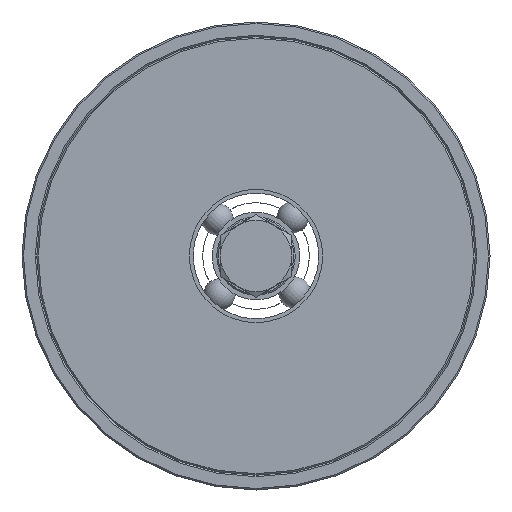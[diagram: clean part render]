
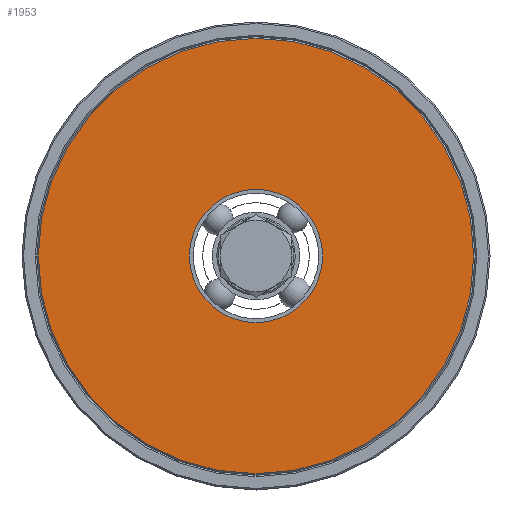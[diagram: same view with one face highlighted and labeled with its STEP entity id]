
A CAD part, left-side view. The second image highlights one B-rep face of the part: STEP entity #1953.
In plain terms, the highlighted planar face has unit normal (-1, 0, 0).
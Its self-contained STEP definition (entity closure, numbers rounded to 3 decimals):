
#101=FACE_BOUND('',#301,.T.);
#137=PLANE('',#2101);
#185=FACE_OUTER_BOUND('',#300,.T.);
#300=EDGE_LOOP('',(#1281,#1282));
#301=EDGE_LOOP('',(#1283,#1284));
#617=CIRCLE('',#2099,73.5);
#618=CIRCLE('',#2100,73.5);
#619=CIRCLE('',#2102,22.5);
#620=CIRCLE('',#2103,22.5);
#784=VERTEX_POINT('',#3059);
#785=VERTEX_POINT('',#3061);
#786=VERTEX_POINT('',#3065);
#787=VERTEX_POINT('',#3066);
#992=EDGE_CURVE('',#785,#784,#617,.T.);
#993=EDGE_CURVE('',#784,#785,#618,.T.);
#994=EDGE_CURVE('',#786,#787,#619,.T.);
#995=EDGE_CURVE('',#787,#786,#620,.T.);
#1281=ORIENTED_EDGE('',*,*,#992,.T.);
#1282=ORIENTED_EDGE('',*,*,#993,.T.);
#1283=ORIENTED_EDGE('',*,*,#994,.T.);
#1284=ORIENTED_EDGE('',*,*,#995,.T.);
#1953=ADVANCED_FACE('',(#185,#101),#137,.T.);
#2099=AXIS2_PLACEMENT_3D('',#3062,#2399,#2400);
#2100=AXIS2_PLACEMENT_3D('',#3063,#2401,#2402);
#2101=AXIS2_PLACEMENT_3D('',#3064,#2403,#2404);
#2102=AXIS2_PLACEMENT_3D('',#3067,#2405,#2406);
#2103=AXIS2_PLACEMENT_3D('',#3068,#2407,#2408);
#2399=DIRECTION('center_axis',(-1.,0.,0.));
#2400=DIRECTION('ref_axis',(0.,1.,0.));
#2401=DIRECTION('center_axis',(-1.,0.,0.));
#2402=DIRECTION('ref_axis',(0.,1.,0.));
#2403=DIRECTION('center_axis',(-1.,0.,0.));
#2404=DIRECTION('ref_axis',(0.,0.,1.));
#2405=DIRECTION('center_axis',(1.,0.,0.));
#2406=DIRECTION('ref_axis',(0.,1.,0.));
#2407=DIRECTION('center_axis',(1.,0.,0.));
#2408=DIRECTION('ref_axis',(0.,1.,0.));
#3059=CARTESIAN_POINT('',(-12.5,-73.5,0.));
#3061=CARTESIAN_POINT('',(-12.5,73.5,0.));
#3062=CARTESIAN_POINT('Origin',(-12.5,0.,0.));
#3063=CARTESIAN_POINT('Origin',(-12.5,0.,0.));
#3064=CARTESIAN_POINT('Origin',(-12.5,0.,0.));
#3065=CARTESIAN_POINT('',(-12.5,22.5,0.));
#3066=CARTESIAN_POINT('',(-12.5,-22.5,0.));
#3067=CARTESIAN_POINT('Origin',(-12.5,0.,0.));
#3068=CARTESIAN_POINT('Origin',(-12.5,0.,0.));
